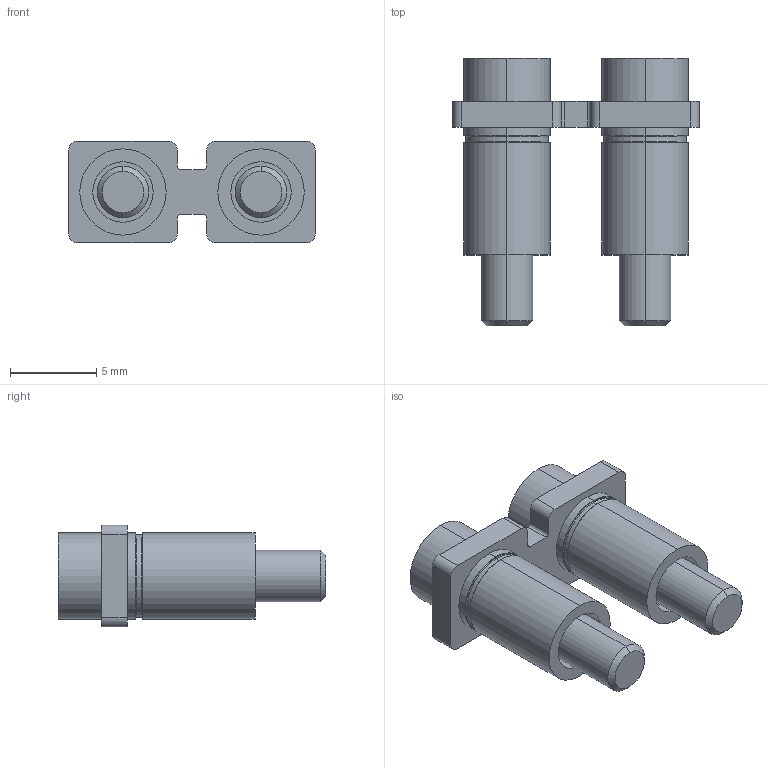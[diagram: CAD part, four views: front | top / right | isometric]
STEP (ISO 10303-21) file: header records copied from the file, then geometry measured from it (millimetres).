
FILE_DESCRIPTION (( 'STEP AP214' ), '1' );
FILE_NAME ('UK 6-2.STP', '2013-04-04T06:36:15', ( 'murat' ), ( 'Microsoft' ), 'SwSTEP 2.0', 'SolidWorks 2013', '' );
FILE_SCHEMA (( 'AUTOMOTIVE_DESIGN' ));
Length unit declared in the file: millimetre
Products named in the file (1): UK 6-2
Bounding box: 14.3 x 15.5 x 5.9 mm (x, y, z)
Volume: 489.3 mm3; surface area: 1179.9 mm2
Topology: 7 solids, 7 shells, 152 faces, 336 edges, 206 vertices
Faces by surface type: cylinder 64, plane 42, torus 38, cone 8
Entity records: 6040 total; most frequent: DIRECTION 838, CARTESIAN_POINT 735, ORIENTED_EDGE 672, AXIS2_PLACEMENT_3D 357, EDGE_CURVE 336, VERTEX_POINT 206, CIRCLE 204, EDGE_LOOP 172
